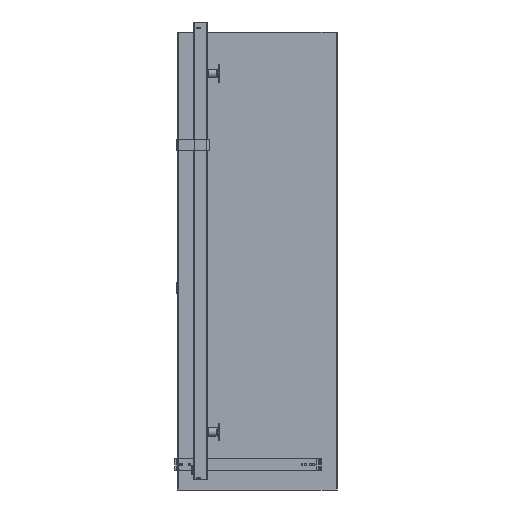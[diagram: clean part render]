
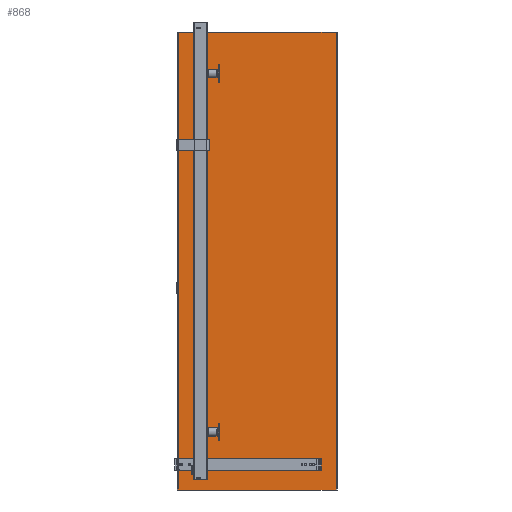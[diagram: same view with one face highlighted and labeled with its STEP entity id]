
A CAD part, front view. The second image highlights one B-rep face of the part: STEP entity #868.
In plain terms, the highlighted planar face has unit normal (0, -1, 0).
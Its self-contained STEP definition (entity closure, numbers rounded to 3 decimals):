
#868 = ADVANCED_FACE( '', ( #1937 ), #1938, .T. );
#1937 = FACE_OUTER_BOUND( '', #3143, .T. );
#1938 = PLANE( '', #3144 );
#3143 = EDGE_LOOP( '', ( #5239, #5240, #5241, #5242 ) );
#3144 = AXIS2_PLACEMENT_3D( '', #5243, #5244, #5245 );
#5239 = ORIENTED_EDGE( '', *, *, #5914, .T. );
#5240 = ORIENTED_EDGE( '', *, *, #5706, .T. );
#5241 = ORIENTED_EDGE( '', *, *, #6158, .T. );
#5242 = ORIENTED_EDGE( '', *, *, #6040, .T. );
#5243 = CARTESIAN_POINT( '', ( -74.364, -2., -69.309 ) );
#5244 = DIRECTION( '', ( 0., -1., 0. ) );
#5245 = DIRECTION( '', ( 0., 0., -1. ) );
#5706 = EDGE_CURVE( '', #6582, #6583, #6584, .T. );
#5914 = EDGE_CURVE( '', #6932, #6582, #6933, .T. );
#6040 = EDGE_CURVE( '', #7121, #6932, #7122, .T. );
#6158 = EDGE_CURVE( '', #6583, #7121, #7283, .T. );
#6582 = VERTEX_POINT( '', #7824 );
#6583 = VERTEX_POINT( '', #7825 );
#6584 = LINE( '', #7826, #7827 );
#6932 = VERTEX_POINT( '', #8324 );
#6933 = LINE( '', #8325, #8326 );
#7121 = VERTEX_POINT( '', #8582 );
#7122 = LINE( '', #8583, #8584 );
#7283 = LINE( '', #8910, #8911 );
#7824 = CARTESIAN_POINT( '', ( -70.364, -2., 1530.691 ) );
#7825 = CARTESIAN_POINT( '', ( -70.364, -2., -69.309 ) );
#7826 = CARTESIAN_POINT( '', ( -70.364, -2., 1530.691 ) );
#7827 = VECTOR( '', #9427, 1000. );
#8324 = CARTESIAN_POINT( '', ( 481.636, -2., 1530.691 ) );
#8325 = CARTESIAN_POINT( '', ( 485.636, -2., 1530.691 ) );
#8326 = VECTOR( '', #9772, 1000. );
#8582 = CARTESIAN_POINT( '', ( 481.636, -2., -69.309 ) );
#8583 = CARTESIAN_POINT( '', ( 481.636, -2., -69.309 ) );
#8584 = VECTOR( '', #9955, 1000. );
#8910 = CARTESIAN_POINT( '', ( -74.364, -2., -69.309 ) );
#8911 = VECTOR( '', #10069, 1000. );
#9427 = DIRECTION( '', ( 0., 0., -1. ) );
#9772 = DIRECTION( '', ( -1., 0., 0. ) );
#9955 = DIRECTION( '', ( 0., 0., 1. ) );
#10069 = DIRECTION( '', ( 1., 0., 0. ) );
